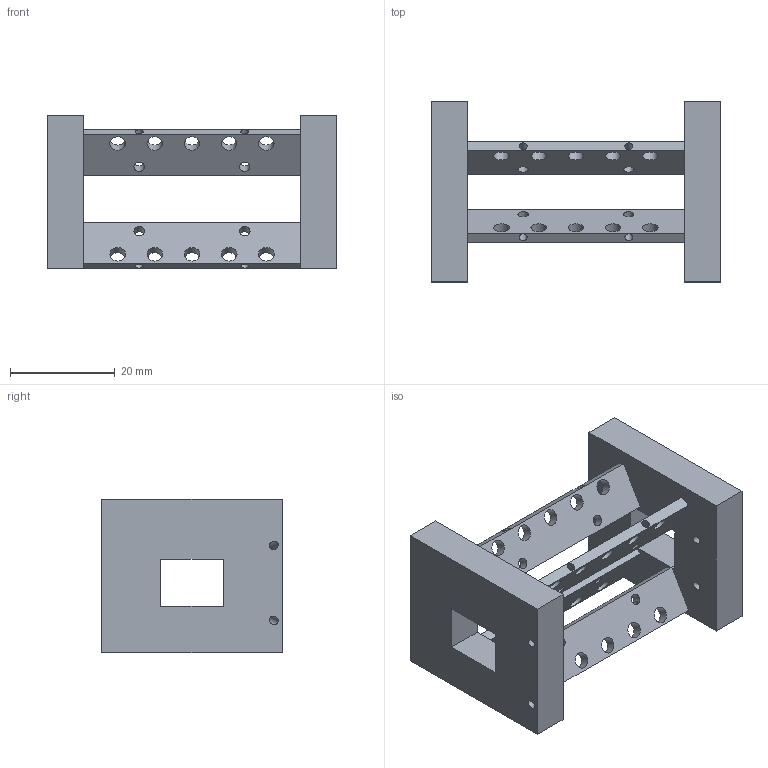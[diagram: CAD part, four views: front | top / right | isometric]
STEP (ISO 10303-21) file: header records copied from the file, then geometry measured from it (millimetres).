
FILE_DESCRIPTION(('FreeCAD Model'),'2;1');
FILE_NAME('bladeholder_design_temp.step', '2020-08-16T15:46:34',('Author'),(''), 'Open CASCADE STEP processor 7.3','FreeCAD','Unknown');
FILE_SCHEMA(('AUTOMOTIVE_DESIGN { 1 0 10303 214 1 1 1 1 }'));
Length unit declared in the file: millimetre
Products named in the file (6): RF1holder_holed; DC1holder_holed; DC2holder_holed; RF2holder_holed; side_holder005; sideholder1_base004
Bounding box: 55.37 x 34.48 x 29.33 mm (x, y, z)
Volume: 15179.2 mm3; surface area: 10425.8 mm2
Topology: 6 solids, 6 shells, 84 faces, 216 edges, 144 vertices
Faces by surface type: plane 44, cylinder 40
Full cylindrical faces by diameter (mm): 1.5 x12, 2 x8, 3 x20
Entity records: 8241 total; most frequent: CARTESIAN_POINT 3759, DIRECTION 768, LINE 438, VECTOR 438, ORIENTED_EDGE 432, PCURVE 432, DEFINITIONAL_REPRESENTATION 432, EDGE_CURVE 216
